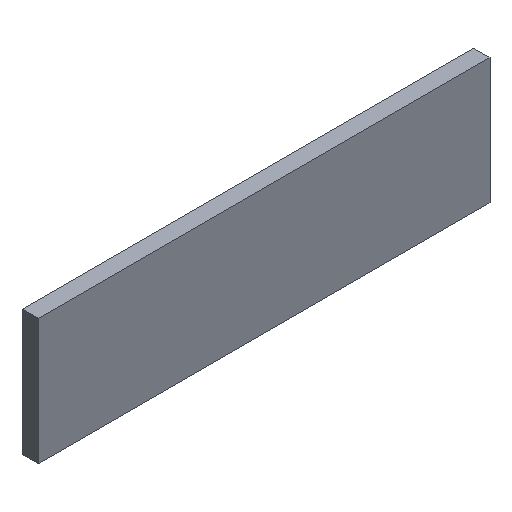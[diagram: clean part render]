
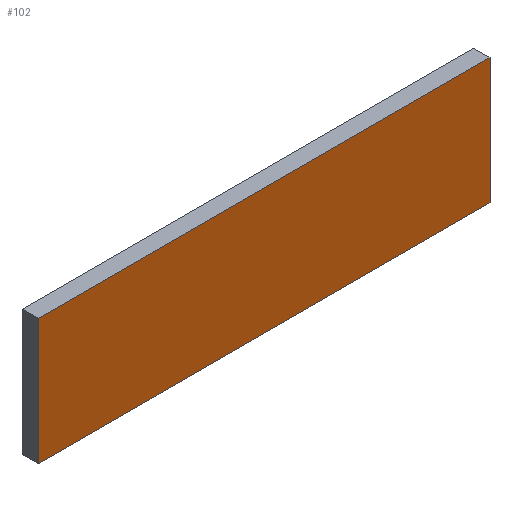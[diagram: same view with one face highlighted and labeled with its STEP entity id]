
A CAD part, isometric view. The second image highlights one B-rep face of the part: STEP entity #102.
In plain terms, the highlighted planar face has unit normal (0, -1, 0).
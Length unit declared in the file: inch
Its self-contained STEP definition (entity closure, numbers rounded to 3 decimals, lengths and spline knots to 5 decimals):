
#16=FACE_OUTER_BOUND('',#22,.T.);
#22=EDGE_LOOP('',(#75,#76,#77,#78));
#28=LINE('',#159,#40);
#31=LINE('',#165,#43);
#32=LINE('',#167,#44);
#33=LINE('',#168,#45);
#40=VECTOR('',#132,0.3937);
#43=VECTOR('',#137,0.3937);
#44=VECTOR('',#138,0.3937);
#45=VECTOR('',#139,0.3937);
#52=VERTEX_POINT('',#156);
#53=VERTEX_POINT('',#158);
#55=VERTEX_POINT('',#164);
#56=VERTEX_POINT('',#166);
#60=EDGE_CURVE('',#53,#52,#28,.T.);
#63=EDGE_CURVE('',#52,#55,#31,.T.);
#64=EDGE_CURVE('',#56,#55,#32,.T.);
#65=EDGE_CURVE('',#56,#53,#33,.T.);
#75=ORIENTED_EDGE('',*,*,#63,.T.);
#76=ORIENTED_EDGE('',*,*,#64,.F.);
#77=ORIENTED_EDGE('',*,*,#65,.T.);
#78=ORIENTED_EDGE('',*,*,#60,.T.);
#96=PLANE('',#122);
#102=ADVANCED_FACE('',(#16),#96,.T.);
#122=AXIS2_PLACEMENT_3D('',#163,#135,#136);
#132=DIRECTION('',(0.,0.,-1.));
#135=DIRECTION('center_axis',(0.,-1.,0.));
#136=DIRECTION('ref_axis',(-1.,0.,0.));
#137=DIRECTION('',(1.,0.,0.));
#138=DIRECTION('',(0.,0.,-1.));
#139=DIRECTION('',(-1.,0.,0.));
#156=CARTESIAN_POINT('',(52.0625,89.125,-17.625));
#158=CARTESIAN_POINT('',(52.0625,89.125,-2.));
#159=CARTESIAN_POINT('',(52.0625,89.125,-2.));
#163=CARTESIAN_POINT('Origin',(108.1875,89.125,-2.));
#164=CARTESIAN_POINT('',(108.1875,89.125,-17.625));
#165=CARTESIAN_POINT('',(94.15625,89.125,-17.625));
#166=CARTESIAN_POINT('',(108.1875,89.125,-2.));
#167=CARTESIAN_POINT('',(108.1875,89.125,-2.));
#168=CARTESIAN_POINT('',(108.1875,89.125,-2.));
